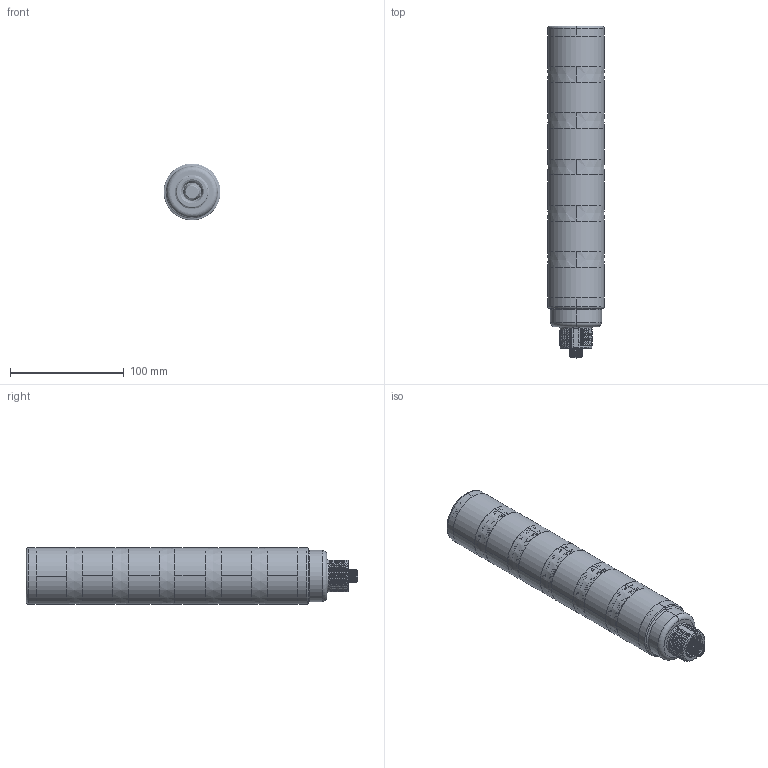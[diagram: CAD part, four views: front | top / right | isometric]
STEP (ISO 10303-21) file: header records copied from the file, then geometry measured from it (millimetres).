
FILE_DESCRIPTION((''),'2;1');
FILE_NAME('175258_ASM','2013-10-02T',('pdmadmin'),(''),'PRO/ENGINEER BY PARAMETRIC TECHNOLOGY CORPORATION, 2012300','PRO/ENGINEER BY PARAMETRIC TECHNOLOGY CORPORATION, 2012300','');
FILE_SCHEMA(('CONFIG_CONTROL_DESIGN'));
Products named in the file (7): 140410; 141960; 08427_NO_ORING; 140427_WEB_MODEL; 140412; 140411; 175258_ASM
Assembly tree (15 placements, depth 2):
  175258_ASM
    140410
    141960
    08427_NO_ORING
    140427_WEB_MODEL  x6
    140412  x5
    140411
Bounding box: 50 x 291.95 x 50 mm (x, y, z)
Volume: 159197.6 mm3; surface area: 161097.8 mm2
Topology: 15 solids, 15 shells, 2027 faces, 5344 edges, 3477 vertices
Faces by surface type: plane 1054, cylinder 539, cone 210, bspline 170, torus 54
Entity records: 58043 total; most frequent: CARTESIAN_POINT 39133, ORIENTED_EDGE 4136, DIRECTION 3567, EDGE_CURVE 2068, VERTEX_POINT 1333, AXIS2_PLACEMENT_3D 1303, VECTOR 961, LINE 961
